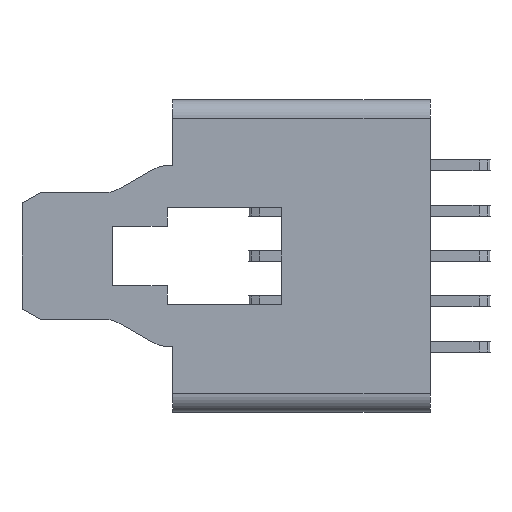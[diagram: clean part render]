
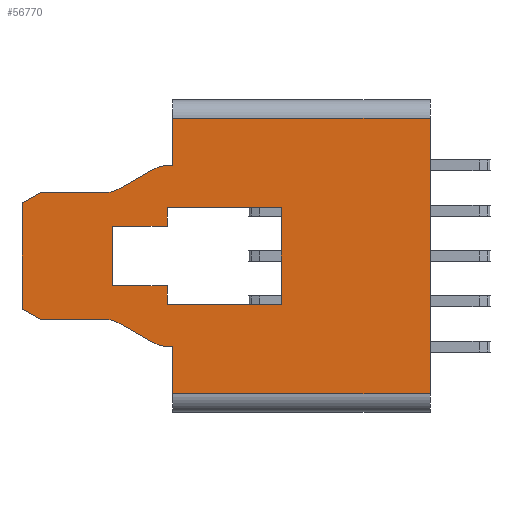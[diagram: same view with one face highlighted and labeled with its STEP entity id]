
A CAD part, left-side view. The second image highlights one B-rep face of the part: STEP entity #56770.
In plain terms, the highlighted planar face has unit normal (-1, 0, 0).
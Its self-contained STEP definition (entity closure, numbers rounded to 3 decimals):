
#13870=CARTESIAN_POINT('',(54.957,88.227,-6.));
#13880=VERTEX_POINT('',#13870);
#13910=CARTESIAN_POINT('',(54.957,88.227,-2.5));
#13920=DIRECTION('',(0.,0.,-1.));
#13930=VECTOR('',#13920,1.);
#13940=LINE('',#13910,#13930);
#13950=CARTESIAN_POINT('',(54.957,88.227,-8.6));
#13960=VERTEX_POINT('',#13950);
#13970=EDGE_CURVE('',#13880,#13960,#13940,.T.);
#16690=CARTESIAN_POINT('',(54.957,0.,-69.943));
#16700=DIRECTION('',(0.,0.866,0.5));
#16710=VECTOR('',#16700,1.);
#16720=LINE('',#16690,#16710);
#16730=CARTESIAN_POINT('',(54.957,89.393,-18.332)
);
#16740=VERTEX_POINT('',#16730);
#16750=CARTESIAN_POINT('',(54.957,91.179,-17.301)
);
#16760=VERTEX_POINT('',#16750);
#16770=EDGE_CURVE('',#16740,#16760,#16720,.T.);
#17290=CARTESIAN_POINT('',(54.957,91.929,-17.1));
#17300=VERTEX_POINT('',#17290);
#17330=CARTESIAN_POINT('',(54.957,91.929,-18.6));
#17340=DIRECTION('',(-1.,0.,0.));
#17350=DIRECTION('',(0.,1.,0.));
#17360=AXIS2_PLACEMENT_3D('',#17330,#17340,#17350);
#17370=CIRCLE('',#17360,1.5);
#17380=EDGE_CURVE('',#16760,#17300,#17370,.T.);
#17560=CARTESIAN_POINT('',(54.957,0.,-17.1));
#17570=DIRECTION('',(0.,1.,0.));
#17580=VECTOR('',#17570,1.);
#17590=LINE('',#17560,#17580);
#17600=CARTESIAN_POINT('',(54.957,95.527,-17.1));
#17610=VERTEX_POINT('',#17600);
#17620=EDGE_CURVE('',#17300,#17610,#17590,.T.);
#19390=CARTESIAN_POINT('',(54.957,0.,-8.6));
#19400=DIRECTION('',(0.,-1.,0.));
#19410=VECTOR('',#19400,1.);
#19420=LINE('',#19390,#19410);
#19430=CARTESIAN_POINT('',(54.957,88.393,-8.6));
#19440=VERTEX_POINT('',#19430);
#19450=EDGE_CURVE('',#19440,#13960,#19420,.T.);
#21090=CARTESIAN_POINT('',(54.957,0.,45.052));
#21100=DIRECTION('',(0.,0.866,-0.5));
#21110=VECTOR('',#21100,1.);
#21120=LINE('',#21090,#21110);
#21130=CARTESIAN_POINT('',(54.957,95.527,-10.1));
#21140=VERTEX_POINT('',#21130);
#21150=CARTESIAN_POINT('',(54.957,96.527,-10.677));
#21160=VERTEX_POINT('',#21150);
#21170=EDGE_CURVE('',#21140,#21160,#21120,.T.);
#21490=CARTESIAN_POINT('',(54.957,96.527,0.));
#21500=DIRECTION('',(0.,0.,-1.));
#21510=VECTOR('',#21500,1.);
#21520=LINE('',#21490,#21510);
#21530=CARTESIAN_POINT('',(54.957,96.527,-16.523));
#21540=VERTEX_POINT('',#21530);
#21550=EDGE_CURVE('',#21160,#21540,#21520,.T.);
#21800=CARTESIAN_POINT('',(54.957,0.,-72.252));
#21810=DIRECTION('',(0.,-0.866,-0.5));
#21820=VECTOR('',#21810,1.);
#21830=LINE('',#21800,#21820);
#21840=EDGE_CURVE('',#21540,#17610,#21830,.T.);
#22020=CARTESIAN_POINT('',(54.957,0.,-10.1));
#22030=DIRECTION('',(0.,-1.,0.));
#22040=VECTOR('',#22030,1.);
#22050=LINE('',#22020,#22040);
#22060=CARTESIAN_POINT('',(54.957,91.929,-10.1));
#22070=VERTEX_POINT('',#22060);
#22080=EDGE_CURVE('',#21140,#22070,#22050,.T.);
#22400=CARTESIAN_POINT('',(54.957,0.,42.743));
#22410=DIRECTION('',(0.,-0.866,0.5));
#22420=VECTOR('',#22410,1.);
#22430=LINE('',#22400,#22420);
#22440=CARTESIAN_POINT('',(54.957,91.179,-9.899)
);
#22450=VERTEX_POINT('',#22440);
#22460=CARTESIAN_POINT('',(54.957,89.393,-8.868)
);
#22470=VERTEX_POINT('',#22460);
#22480=EDGE_CURVE('',#22450,#22470,#22430,.T.);
#22950=CARTESIAN_POINT('',(54.957,91.929,-8.6));
#22960=DIRECTION('',(1.,0.,0.));
#22970=DIRECTION('',(0.,-1.,0.));
#22980=AXIS2_PLACEMENT_3D('',#22950,#22960,#22970);
#22990=CIRCLE('',#22980,1.5);
#23000=EDGE_CURVE('',#22450,#22070,#22990,.T.);
#23260=CARTESIAN_POINT('',(54.957,88.393,-10.6));
#23270=DIRECTION('',(1.,0.,0.));
#23280=DIRECTION('',(0.,-1.,0.));
#23290=AXIS2_PLACEMENT_3D('',#23260,#23270,#23280);
#23300=CIRCLE('',#23290,2.);
#23310=EDGE_CURVE('',#22470,#19440,#23300,.T.);
#39300=CARTESIAN_POINT('',(54.957,88.393,-16.6));
#39310=DIRECTION('',(1.,0.,0.));
#39320=DIRECTION('',(0.,-1.,0.));
#39330=AXIS2_PLACEMENT_3D('',#39300,#39310,#39320);
#39340=CIRCLE('',#39330,2.);
#39350=CARTESIAN_POINT('',(54.957,88.393,-18.6));
#39360=VERTEX_POINT('',#39350);
#39370=EDGE_CURVE('',#39360,#16740,#39340,.T.);
#46100=CARTESIAN_POINT('',(54.957,74.027,-6.));
#46110=VERTEX_POINT('',#46100);
#46630=CARTESIAN_POINT('',(54.957,74.027,-21.2));
#46640=VERTEX_POINT('',#46630);
#46670=CARTESIAN_POINT('',(54.957,74.027,-2.5));
#46680=DIRECTION('',(0.,0.,1.));
#46690=VECTOR('',#46680,1.);
#46700=LINE('',#46670,#46690);
#46710=EDGE_CURVE('',#46640,#46110,#46700,.T.);
#52170=CARTESIAN_POINT('',(54.957,0.,-18.6));
#52180=DIRECTION('',(0.,1.,0.));
#52190=VECTOR('',#52180,1.);
#52200=LINE('',#52170,#52190);
#52210=CARTESIAN_POINT('',(54.957,88.227,-18.6));
#52220=VERTEX_POINT('',#52210);
#52230=EDGE_CURVE('',#52220,#39360,#52200,.T.);
#53080=CARTESIAN_POINT('',(54.957,0.,-16.25));
#53090=DIRECTION('',(0.,-1.,0.));
#53100=VECTOR('',#53090,1.);
#53110=LINE('',#53080,#53100);
#53120=CARTESIAN_POINT('',(54.957,88.527,-16.25));
#53130=VERTEX_POINT('',#53120);
#53140=CARTESIAN_POINT('',(54.957,82.227,-16.25));
#53150=VERTEX_POINT('',#53140);
#53160=EDGE_CURVE('',#53130,#53150,#53110,.T.);
#53840=CARTESIAN_POINT('',(54.957,88.227,2.5));
#53850=DIRECTION('',(0.,0.,-1.));
#53860=VECTOR('',#53850,1.);
#53870=LINE('',#53840,#53860);
#53880=CARTESIAN_POINT('',(54.957,88.227,-21.2));
#53890=VERTEX_POINT('',#53880);
#53900=EDGE_CURVE('',#52220,#53890,#53870,.T.);
#54930=CARTESIAN_POINT('',(54.957,91.527,0.));
#54940=DIRECTION('',(0.,0.,-1.));
#54950=VECTOR('',#54940,1.);
#54960=LINE('',#54930,#54950);
#54970=CARTESIAN_POINT('',(54.957,91.527,-11.95));
#54980=VERTEX_POINT('',#54970);
#54990=CARTESIAN_POINT('',(54.957,91.527,-15.25));
#55000=VERTEX_POINT('',#54990);
#55010=EDGE_CURVE('',#54980,#55000,#54960,.T.);
#55360=CARTESIAN_POINT('',(54.957,88.527,-15.25));
#55370=VERTEX_POINT('',#55360);
#55400=CARTESIAN_POINT('',(54.957,0.,-15.25));
#55410=DIRECTION('',(0.,-1.,0.));
#55420=VECTOR('',#55410,1.);
#55430=LINE('',#55400,#55420);
#55440=EDGE_CURVE('',#55000,#55370,#55430,.T.);
#55620=CARTESIAN_POINT('',(54.957,88.527,0.));
#55630=DIRECTION('',(0.,0.,-1.));
#55640=VECTOR('',#55630,1.);
#55650=LINE('',#55620,#55640);
#55660=EDGE_CURVE('',#55370,#53130,#55650,.T.);
#56060=CARTESIAN_POINT('',(54.957,74.027,-28.6));
#56070=DIRECTION('',(-1.,0.,0.));
#56080=DIRECTION('',(0.,0.,1.));
#56090=AXIS2_PLACEMENT_3D('',#56060,#56070,#56080);
#56100=PLANE('',#56090);
#56110=CARTESIAN_POINT('',(54.957,82.227,0.));
#56120=DIRECTION('',(0.,0.,1.));
#56130=VECTOR('',#56120,1.);
#56140=LINE('',#56110,#56130);
#56150=CARTESIAN_POINT('',(54.957,82.227,-10.95));
#56160=VERTEX_POINT('',#56150);
#56170=EDGE_CURVE('',#53150,#56160,#56140,.T.);
#56180=ORIENTED_EDGE('',*,*,#56170,.F.);
#56190=CARTESIAN_POINT('',(54.957,0.,-10.95));
#56200=DIRECTION('',(0.,1.,0.));
#56210=VECTOR('',#56200,1.);
#56220=LINE('',#56190,#56210);
#56230=CARTESIAN_POINT('',(54.957,88.527,-10.95));
#56240=VERTEX_POINT('',#56230);
#56250=EDGE_CURVE('',#56160,#56240,#56220,.T.);
#56260=ORIENTED_EDGE('',*,*,#56250,.F.);
#56270=CARTESIAN_POINT('',(54.957,88.527,0.));
#56280=DIRECTION('',(0.,0.,-1.));
#56290=VECTOR('',#56280,1.);
#56300=LINE('',#56270,#56290);
#56310=CARTESIAN_POINT('',(54.957,88.527,-11.95));
#56320=VERTEX_POINT('',#56310);
#56330=EDGE_CURVE('',#56240,#56320,#56300,.T.);
#56340=ORIENTED_EDGE('',*,*,#56330,.F.);
#56350=CARTESIAN_POINT('',(54.957,0.,-11.95));
#56360=DIRECTION('',(0.,1.,0.));
#56370=VECTOR('',#56360,1.);
#56380=LINE('',#56350,#56370);
#56390=EDGE_CURVE('',#56320,#54980,#56380,.T.);
#56400=ORIENTED_EDGE('',*,*,#56390,.F.);
#56410=ORIENTED_EDGE('',*,*,#55010,.F.);
#56420=ORIENTED_EDGE('',*,*,#55440,.F.);
#56430=ORIENTED_EDGE('',*,*,#55660,.F.);
#56440=ORIENTED_EDGE('',*,*,#53160,.F.);
#56450=EDGE_LOOP('',(#56440,#56430,#56420,#56410,#56400,#56340,#56260,
#56180));
#56460=FACE_BOUND('',#56450,.T.);
#56470=CARTESIAN_POINT('',(54.957,0.,-21.2));
#56480=DIRECTION('',(0.,-1.,0.));
#56490=VECTOR('',#56480,1.);
#56500=LINE('',#56470,#56490);
#56510=EDGE_CURVE('',#53890,#46640,#56500,.T.);
#56520=ORIENTED_EDGE('',*,*,#56510,.T.);
#56530=ORIENTED_EDGE('',*,*,#53900,.T.);
#56540=ORIENTED_EDGE('',*,*,#52230,.F.);
#56550=ORIENTED_EDGE('',*,*,#39370,.F.);
#56560=ORIENTED_EDGE('',*,*,#16770,.F.);
#56570=ORIENTED_EDGE('',*,*,#17380,.F.);
#56580=ORIENTED_EDGE('',*,*,#17620,.F.);
#56590=ORIENTED_EDGE('',*,*,#21840,.T.);
#56600=ORIENTED_EDGE('',*,*,#21550,.T.);
#56610=ORIENTED_EDGE('',*,*,#21170,.T.);
#56620=ORIENTED_EDGE('',*,*,#22080,.F.);
#56630=ORIENTED_EDGE('',*,*,#23000,.T.);
#56640=ORIENTED_EDGE('',*,*,#22480,.F.);
#56650=ORIENTED_EDGE('',*,*,#23310,.F.);
#56660=ORIENTED_EDGE('',*,*,#19450,.F.);
#56670=ORIENTED_EDGE('',*,*,#13970,.T.);
#56680=CARTESIAN_POINT('',(54.957,0.,-6.));
#56690=DIRECTION('',(0.,-1.,0.));
#56700=VECTOR('',#56690,1.);
#56710=LINE('',#56680,#56700);
#56720=EDGE_CURVE('',#13880,#46110,#56710,.T.);
#56730=ORIENTED_EDGE('',*,*,#56720,.F.);
#56740=ORIENTED_EDGE('',*,*,#46710,.T.);
#56750=EDGE_LOOP('',(#56740,#56730,#56670,#56660,#56650,#56640,#56630,
#56620,#56610,#56600,#56590,#56580,#56570,#56560,#56550,#56540,#56530,
#56520));
#56760=FACE_OUTER_BOUND('',#56750,.T.);
#56770=ADVANCED_FACE('',(#56460,#56760),#56100,.T.);
